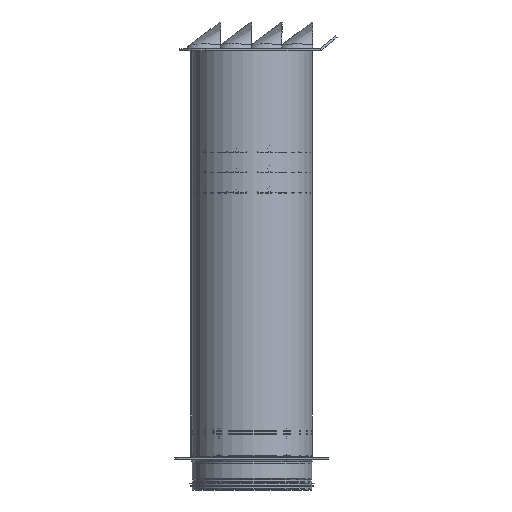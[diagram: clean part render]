
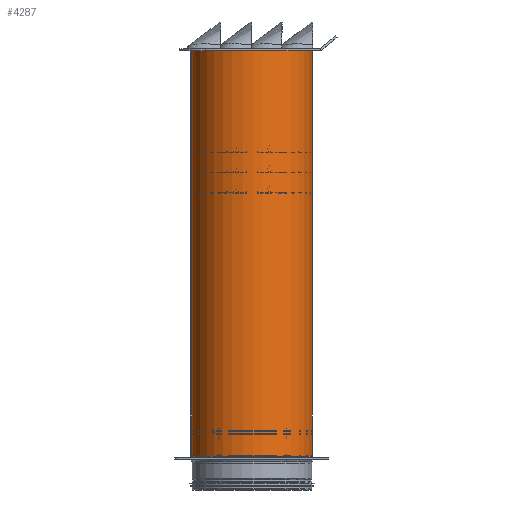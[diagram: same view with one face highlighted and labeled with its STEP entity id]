
A CAD part, front view. The second image highlights one B-rep face of the part: STEP entity #4287.
In plain terms, the highlighted cylindrical face has radius 74.6 mm (diameter 149.2 mm), a partial arc.
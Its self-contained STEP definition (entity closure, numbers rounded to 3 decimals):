
#4287=ADVANCED_FACE('',(#12736),#12737,.T.);
#12736=FACE_OUTER_BOUND('',#142188,.T.);
#12737=CYLINDRICAL_SURFACE('',#142189,74.6);
#142188=EDGE_LOOP('',(#171417,#171418,#171419,#171420));
#142189=AXIS2_PLACEMENT_3D('',#171421,#171422,#171423);
#171417=ORIENTED_EDGE('',*,*,#182177,.T.);
#171418=ORIENTED_EDGE('',*,*,#182178,.F.);
#171419=ORIENTED_EDGE('',*,*,#182179,.F.);
#171420=ORIENTED_EDGE('',*,*,#182175,.T.);
#171421=CARTESIAN_POINT('',(35.,40.,502.0));
#171422=DIRECTION('',(0.0,0.0,-1.0));
#171423=DIRECTION('',(-1.0,0.0,0.0));
#182175=EDGE_CURVE('',#199493,#199491,#199494,.T.);
#182177=EDGE_CURVE('',#199491,#199496,#199497,.T.);
#182178=EDGE_CURVE('',#199498,#199496,#199499,.T.);
#182179=EDGE_CURVE('',#199493,#199498,#199500,.T.);
#199491=VERTEX_POINT('',#293519);
#199493=VERTEX_POINT('',#293522);
#199494=LINE('',#293523,#293524);
#199496=VERTEX_POINT('',#293527);
#199497=CIRCLE('',#293528,74.6);
#199498=VERTEX_POINT('',#293529);
#199499=LINE('',#293530,#293531);
#199500=CIRCLE('',#293532,74.6);
#293519=CARTESIAN_POINT('',(-39.561,37.59,2.0));
#293522=CARTESIAN_POINT('',(-39.561,37.59,502.0));
#293523=CARTESIAN_POINT('',(-39.561,37.59,502.0));
#293524=VECTOR('',#298837,1.0);
#293527=CARTESIAN_POINT('',(-39.564,42.329,2.0));
#293528=AXIS2_PLACEMENT_3D('',#298839,#298840,#298841);
#293529=CARTESIAN_POINT('',(-39.564,42.329,502.0));
#293530=CARTESIAN_POINT('',(-39.564,42.329,502.0));
#293531=VECTOR('',#298842,1.0);
#293532=AXIS2_PLACEMENT_3D('',#298843,#298844,#298845);
#298837=DIRECTION('',(0.0,0.0,-1.0));
#298839=CARTESIAN_POINT('',(35.,40.,2.0));
#298840=DIRECTION('',(0.0,0.0,1.0));
#298841=DIRECTION('',(-1.0,0.0,0.0));
#298842=DIRECTION('',(0.0,0.0,-1.0));
#298843=CARTESIAN_POINT('',(35.,40.,502.0));
#298844=DIRECTION('',(0.0,0.0,1.0));
#298845=DIRECTION('',(-1.0,0.0,0.0));
